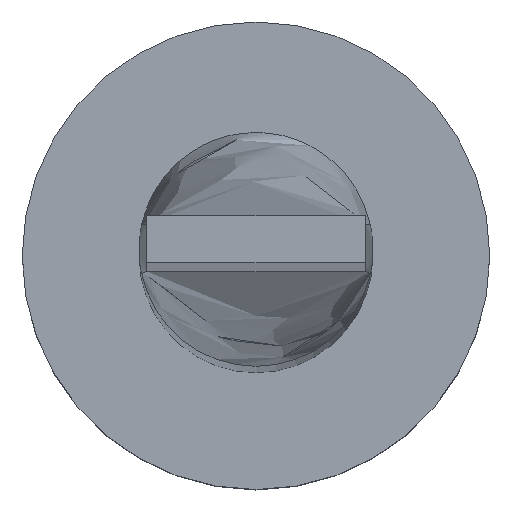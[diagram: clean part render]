
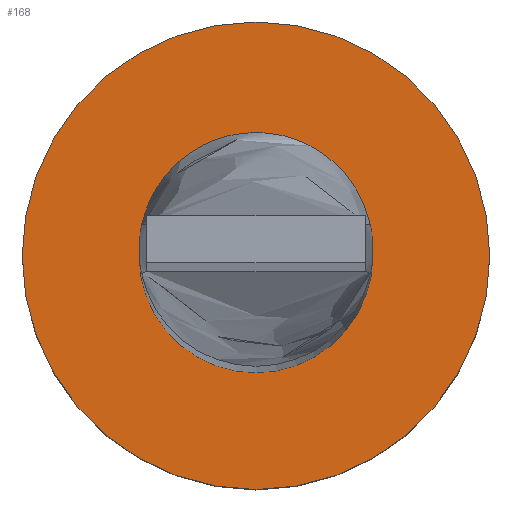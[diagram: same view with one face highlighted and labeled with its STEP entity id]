
A CAD part, top view. The second image highlights one B-rep face of the part: STEP entity #168.
In plain terms, the highlighted planar face has unit normal (0, 0, 1).
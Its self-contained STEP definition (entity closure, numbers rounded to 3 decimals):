
#12 = DIRECTION ( 'NONE',  ( 1., 0., 0. ) ) ;
#22 = CARTESIAN_POINT ( 'NONE',  ( 0., 0., 3. ) ) ;
#31 = EDGE_LOOP ( 'NONE', ( #358, #563 ) ) ;
#34 = PLANE ( 'NONE',  #226 ) ;
#51 = DIRECTION ( 'NONE',  ( 0., 0., 1. ) ) ;
#74 = DIRECTION ( 'NONE',  ( 1., 0., 0. ) ) ;
#105 = VERTEX_POINT ( 'NONE', #141 ) ;
#128 = EDGE_CURVE ( 'NONE', #367, #105, #305, .T. ) ;
#140 = DIRECTION ( 'NONE',  ( 0., 0., 1. ) ) ;
#141 = CARTESIAN_POINT ( 'NONE',  ( -3., 0., 3. ) ) ;
#147 = DIRECTION ( 'NONE',  ( 1., 0., 0. ) ) ;
#154 = CARTESIAN_POINT ( 'NONE',  ( 0., 0., 3. ) ) ;
#168 = ADVANCED_FACE ( 'NONE', ( #340, #386 ), #34, .T. ) ;
#218 = VERTEX_POINT ( 'NONE', #394 ) ;
#226 = AXIS2_PLACEMENT_3D ( 'NONE', #338, #573, #392 ) ;
#233 = CARTESIAN_POINT ( 'NONE',  ( 3., 0., 3. ) ) ;
#250 = DIRECTION ( 'NONE',  ( 0., 0., 1. ) ) ;
#305 = CIRCLE ( 'NONE', #410, 3. ) ;
#313 = AXIS2_PLACEMENT_3D ( 'NONE', #154, #471, #371 ) ;
#320 = EDGE_LOOP ( 'NONE', ( #422, #541 ) ) ;
#338 = CARTESIAN_POINT ( 'NONE',  ( 0., 0., 3. ) ) ;
#340 = FACE_BOUND ( 'NONE', #320, .T. ) ;
#347 = EDGE_CURVE ( 'NONE', #218, #382, #473, .T. ) ;
#353 = EDGE_CURVE ( 'NONE', #105, #367, #508, .T. ) ;
#358 = ORIENTED_EDGE ( 'NONE', *, *, #353, .T. ) ;
#367 = VERTEX_POINT ( 'NONE', #233 ) ;
#371 = DIRECTION ( 'NONE',  ( 1., 0., 0. ) ) ;
#382 = VERTEX_POINT ( 'NONE', #423 ) ;
#386 = FACE_OUTER_BOUND ( 'NONE', #31, .T. ) ;
#392 = DIRECTION ( 'NONE',  ( 1., 0., 0. ) ) ;
#394 = CARTESIAN_POINT ( 'NONE',  ( 1.5, 0., 3. ) ) ;
#410 = AXIS2_PLACEMENT_3D ( 'NONE', #496, #51, #147 ) ;
#422 = ORIENTED_EDGE ( 'NONE', *, *, #523, .F. ) ;
#423 = CARTESIAN_POINT ( 'NONE',  ( -1.5, 0., 3. ) ) ;
#438 = AXIS2_PLACEMENT_3D ( 'NONE', #515, #250, #74 ) ;
#471 = DIRECTION ( 'NONE',  ( 0., 0., 1. ) ) ;
#473 = CIRCLE ( 'NONE', #313, 1.5 ) ;
#483 = CIRCLE ( 'NONE', #438, 1.5 ) ;
#496 = CARTESIAN_POINT ( 'NONE',  ( 0., 0., 3. ) ) ;
#508 = CIRCLE ( 'NONE', #557, 3. ) ;
#515 = CARTESIAN_POINT ( 'NONE',  ( 0., 0., 3. ) ) ;
#523 = EDGE_CURVE ( 'NONE', #382, #218, #483, .T. ) ;
#541 = ORIENTED_EDGE ( 'NONE', *, *, #347, .F. ) ;
#557 = AXIS2_PLACEMENT_3D ( 'NONE', #22, #140, #12 ) ;
#563 = ORIENTED_EDGE ( 'NONE', *, *, #128, .T. ) ;
#573 = DIRECTION ( 'NONE',  ( 0., 0., 1. ) ) ;
